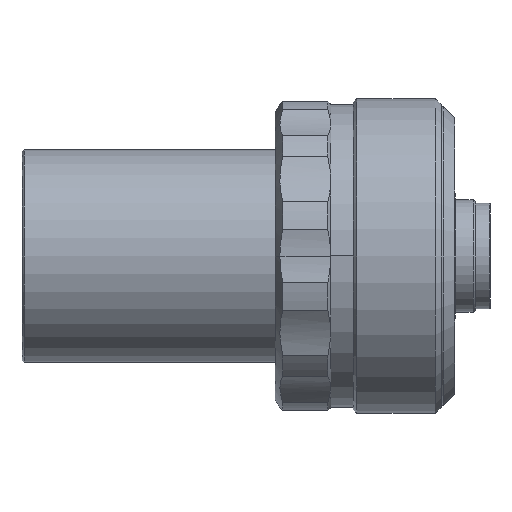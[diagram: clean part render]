
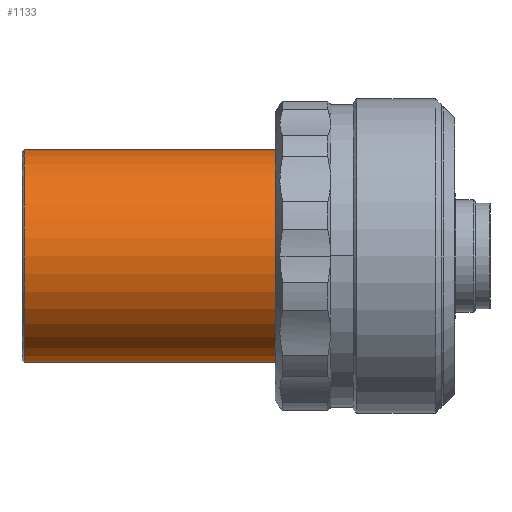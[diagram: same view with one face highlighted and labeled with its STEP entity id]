
A CAD part, front view. The second image highlights one B-rep face of the part: STEP entity #1133.
In plain terms, the highlighted cylindrical face has radius 24 mm (diameter 48 mm), a partial arc.
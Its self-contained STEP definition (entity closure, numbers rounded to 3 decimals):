
#206 = CARTESIAN_POINT ( 'NONE',  ( -58.048, 0., -24. ) ) ;
#294 = DIRECTION ( 'NONE',  ( 1., 0., 0. ) ) ;
#334 = DIRECTION ( 'NONE',  ( 0., 0., -1. ) ) ;
#351 = DIRECTION ( 'NONE',  ( 1., 0., 0. ) ) ;
#377 = CARTESIAN_POINT ( 'NONE',  ( -58.048, 0., 0. ) ) ;
#635 = FACE_OUTER_BOUND ( 'NONE', #5262, .T. ) ;
#854 = ORIENTED_EDGE ( 'NONE', *, *, #3980, .F. ) ;
#882 = ORIENTED_EDGE ( 'NONE', *, *, #5438, .T. ) ;
#885 = DIRECTION ( 'NONE',  ( 1., 0., 0. ) ) ;
#921 = ORIENTED_EDGE ( 'NONE', *, *, #4071, .T. ) ;
#932 = ORIENTED_EDGE ( 'NONE', *, *, #4195, .F. ) ;
#1133 = ADVANCED_FACE ( 'NONE', ( #635 ), #3705, .T. ) ;
#1186 = CIRCLE ( 'NONE', #4693, 24. ) ;
#1212 = DIRECTION ( 'NONE',  ( 1., 0., 0. ) ) ;
#1275 = CARTESIAN_POINT ( 'NONE',  ( 0., 0., 24. ) ) ;
#1333 = LINE ( 'NONE', #1275, #2499 ) ;
#1881 = CIRCLE ( 'NONE', #3437, 24. ) ;
#2350 = LINE ( 'NONE', #4909, #4363 ) ;
#2499 = VECTOR ( 'NONE', #1212, 1000. ) ;
#3009 = CARTESIAN_POINT ( 'NONE',  ( -114.818, 0., 0. ) ) ;
#3064 = VERTEX_POINT ( 'NONE', #4361 ) ;
#3437 = AXIS2_PLACEMENT_3D ( 'NONE', #377, #351, #334 ) ;
#3617 = DIRECTION ( 'NONE',  ( 0., 0., -1. ) ) ;
#3705 = CYLINDRICAL_SURFACE ( 'NONE', #5581, 24. ) ;
#3980 = EDGE_CURVE ( 'NONE', #5629, #4458, #1333, .T. ) ;
#4071 = EDGE_CURVE ( 'NONE', #3064, #5118, #2350, .T. ) ;
#4195 = EDGE_CURVE ( 'NONE', #4458, #5118, #1881, .T. ) ;
#4361 = CARTESIAN_POINT ( 'NONE',  ( -114.818, 0., -24. ) ) ;
#4363 = VECTOR ( 'NONE', #885, 1000. ) ;
#4440 = CARTESIAN_POINT ( 'NONE',  ( -114.818, 0., 24. ) ) ;
#4458 = VERTEX_POINT ( 'NONE', #4663 ) ;
#4473 = DIRECTION ( 'NONE',  ( 1., 0., 0. ) ) ;
#4553 = DIRECTION ( 'NONE',  ( 0., 0., -1. ) ) ;
#4663 = CARTESIAN_POINT ( 'NONE',  ( -58.048, 0., 24. ) ) ;
#4693 = AXIS2_PLACEMENT_3D ( 'NONE', #3009, #294, #3617 ) ;
#4909 = CARTESIAN_POINT ( 'NONE',  ( 0., 0., -24. ) ) ;
#5118 = VERTEX_POINT ( 'NONE', #206 ) ;
#5262 = EDGE_LOOP ( 'NONE', ( #854, #882, #921, #932 ) ) ;
#5357 = CARTESIAN_POINT ( 'NONE',  ( 0., 0., 0. ) ) ;
#5438 = EDGE_CURVE ( 'NONE', #5629, #3064, #1186, .T. ) ;
#5581 = AXIS2_PLACEMENT_3D ( 'NONE', #5357, #4473, #4553 ) ;
#5629 = VERTEX_POINT ( 'NONE', #4440 ) ;
